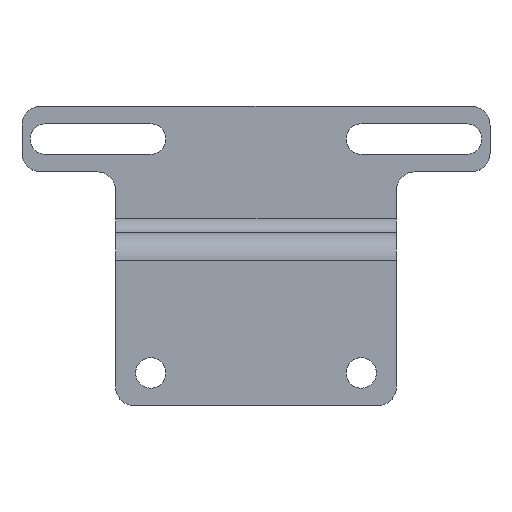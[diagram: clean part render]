
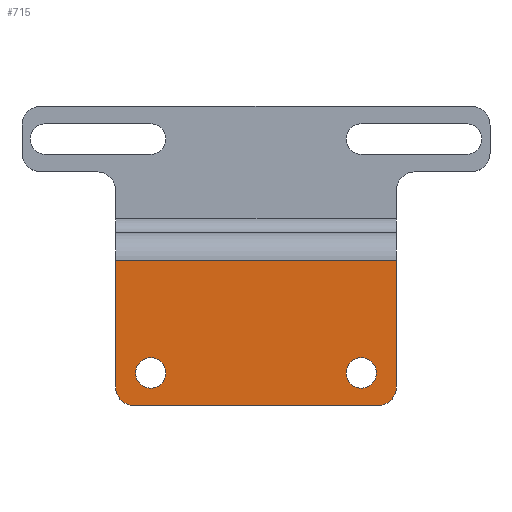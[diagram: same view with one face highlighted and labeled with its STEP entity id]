
A CAD part, top view. The second image highlights one B-rep face of the part: STEP entity #715.
In plain terms, the highlighted planar face has unit normal (0, 0, 1).
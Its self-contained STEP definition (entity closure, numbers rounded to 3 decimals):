
#48=CIRCLE('',#787,4.);
#50=CIRCLE('',#791,4.);
#53=CIRCLE('',#795,3.25);
#55=CIRCLE('',#798,3.25);
#266=ORIENTED_EDGE('',*,*,#373,.F.);
#267=ORIENTED_EDGE('',*,*,#371,.F.);
#268=ORIENTED_EDGE('',*,*,#342,.T.);
#269=ORIENTED_EDGE('',*,*,#362,.T.);
#270=ORIENTED_EDGE('',*,*,#365,.T.);
#271=ORIENTED_EDGE('',*,*,#368,.T.);
#272=ORIENTED_EDGE('',*,*,#350,.T.);
#273=ORIENTED_EDGE('',*,*,#356,.T.);
#342=EDGE_CURVE('',#423,#422,#488,.T.);
#350=EDGE_CURVE('',#429,#428,#492,.T.);
#356=EDGE_CURVE('',#428,#423,#496,.T.);
#362=EDGE_CURVE('',#422,#434,#48,.T.);
#365=EDGE_CURVE('',#434,#436,#503,.T.);
#368=EDGE_CURVE('',#436,#429,#50,.T.);
#371=EDGE_CURVE('',#439,#439,#53,.T.);
#373=EDGE_CURVE('',#441,#441,#55,.T.);
#422=VERTEX_POINT('',#1149);
#423=VERTEX_POINT('',#1151);
#428=VERTEX_POINT('',#1164);
#429=VERTEX_POINT('',#1166);
#434=VERTEX_POINT('',#1191);
#436=VERTEX_POINT('',#1197);
#439=VERTEX_POINT('',#1208);
#441=VERTEX_POINT('',#1213);
#488=LINE('',#1150,#552);
#492=LINE('',#1165,#556);
#496=LINE('',#1178,#560);
#503=LINE('',#1196,#567);
#552=VECTOR('',#935,1000.);
#556=VECTOR('',#949,1000.);
#560=VECTOR('',#961,1000.);
#567=VECTOR('',#986,1000.);
#613=EDGE_LOOP('',(#266));
#614=EDGE_LOOP('',(#267));
#615=EDGE_LOOP('',(#268,#269,#270,#271,#272,#273));
#659=FACE_BOUND('',#613,.T.);
#660=FACE_BOUND('',#614,.T.);
#661=FACE_BOUND('',#615,.T.);
#679=PLANE('',#800);
#715=ADVANCED_FACE('',(#659,#660,#661),#679,.T.);
#787=AXIS2_PLACEMENT_3D('',#1190,#979,#980);
#791=AXIS2_PLACEMENT_3D('',#1202,#991,#992);
#795=AXIS2_PLACEMENT_3D('',#1207,#999,#1000);
#798=AXIS2_PLACEMENT_3D('',#1212,#1005,#1006);
#800=AXIS2_PLACEMENT_3D('',#1215,#1009,#1010);
#935=DIRECTION('',(0.,-1.,0.));
#949=DIRECTION('',(0.,1.,0.));
#961=DIRECTION('',(-1.,0.,0.));
#979=DIRECTION('',(0.,0.,1.));
#980=DIRECTION('',(1.,0.,0.));
#986=DIRECTION('',(1.,0.,0.));
#991=DIRECTION('',(0.,0.,1.));
#992=DIRECTION('',(1.,0.,0.));
#999=DIRECTION('',(0.,0.,1.));
#1000=DIRECTION('',(1.,0.,0.));
#1005=DIRECTION('',(0.,0.,1.));
#1006=DIRECTION('',(1.,0.,0.));
#1009=DIRECTION('',(0.,0.,1.));
#1010=DIRECTION('',(1.,0.,0.));
#1149=CARTESIAN_POINT('',(-30.,-30.,19.));
#1150=CARTESIAN_POINT('',(-30.,-3.,19.));
#1151=CARTESIAN_POINT('',(-30.,-3.,19.));
#1164=CARTESIAN_POINT('',(30.,-3.,19.));
#1165=CARTESIAN_POINT('',(30.,-30.,19.));
#1166=CARTESIAN_POINT('',(30.,-30.,19.));
#1178=CARTESIAN_POINT('',(30.,-3.,19.));
#1190=CARTESIAN_POINT('',(-26.,-30.,19.));
#1191=CARTESIAN_POINT('',(-26.,-34.,19.));
#1196=CARTESIAN_POINT('',(-26.,-34.,19.));
#1197=CARTESIAN_POINT('',(26.,-34.,19.));
#1202=CARTESIAN_POINT('',(26.,-30.,19.));
#1207=CARTESIAN_POINT('',(22.5,-27.,19.));
#1208=CARTESIAN_POINT('',(25.75,-27.,19.));
#1212=CARTESIAN_POINT('',(-22.5,-27.,19.));
#1213=CARTESIAN_POINT('',(-19.25,-27.,19.));
#1215=CARTESIAN_POINT('',(-26.,-30.,19.));
